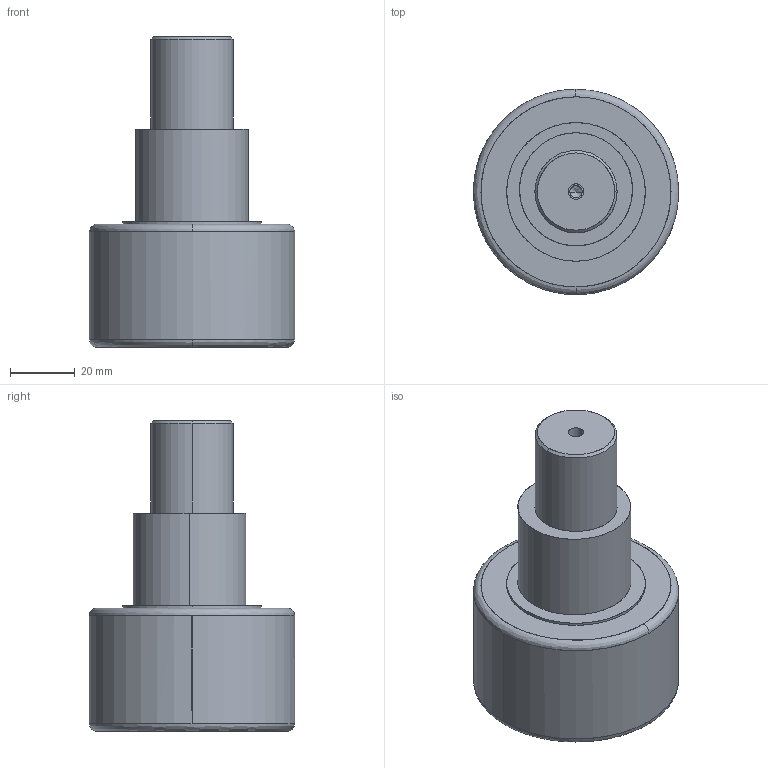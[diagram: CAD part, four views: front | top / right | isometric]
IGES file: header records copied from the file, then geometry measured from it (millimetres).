
Start section: SolidWorks IGES file using analytic representation for surfaces
Global section: file name: CFDEFAU0320511376828.igs; native system: SolidWorks 2008; preprocessor: SolidWorks 2008; author: partstream; date: 080320.051138; units: millimetre
Bounding box: 63.5 x 63.5 x 96.04 mm (x, y, z)
Surface area: 20382.9 mm2 (no closed solid volume)
Topology: 0 solids, 0 shells, 33 faces, 695 edges, 697 vertices
Faces by surface type: bspline 17, revolution 16
